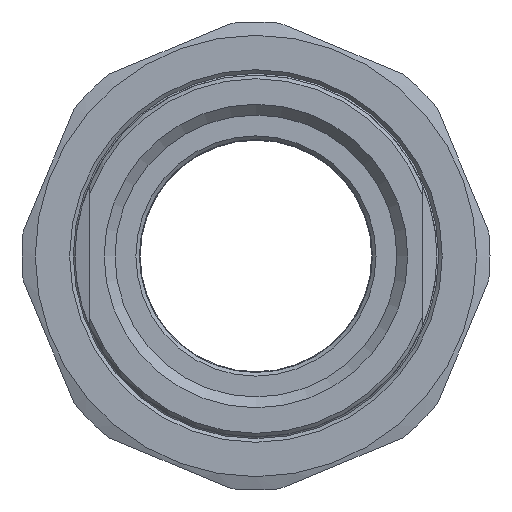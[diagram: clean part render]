
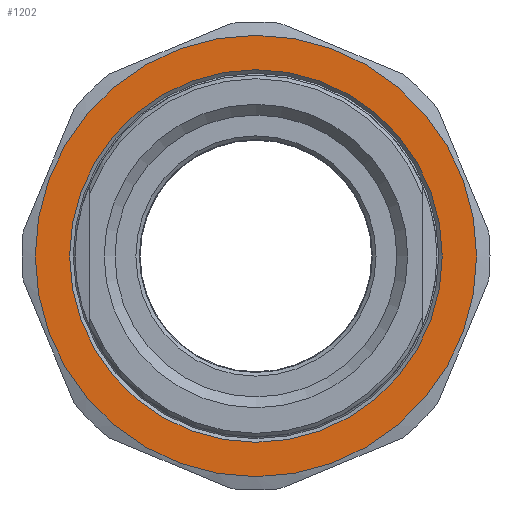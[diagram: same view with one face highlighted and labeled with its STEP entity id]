
A CAD part, left-side view. The second image highlights one B-rep face of the part: STEP entity #1202.
In plain terms, the highlighted planar face has unit normal (-1, 0, 0).
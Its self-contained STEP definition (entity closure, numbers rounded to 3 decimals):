
#40=FACE_BOUND('',#228,.T.);
#109=PLANE('',#1379);
#152=FACE_OUTER_BOUND('',#227,.T.);
#227=EDGE_LOOP('',(#918));
#228=EDGE_LOOP('',(#919));
#427=CIRCLE('',#1358,30.5);
#438=CIRCLE('',#1378,25.75);
#538=VERTEX_POINT('',#2056);
#547=VERTEX_POINT('',#2088);
#675=EDGE_CURVE('',#538,#538,#427,.T.);
#688=EDGE_CURVE('',#547,#547,#438,.T.);
#918=ORIENTED_EDGE('',*,*,#675,.T.);
#919=ORIENTED_EDGE('',*,*,#688,.F.);
#1202=ADVANCED_FACE('',(#152,#40),#109,.F.);
#1358=AXIS2_PLACEMENT_3D('',#2058,#1588,#1589);
#1378=AXIS2_PLACEMENT_3D('',#2089,#1630,#1631);
#1379=AXIS2_PLACEMENT_3D('',#2091,#1633,#1634);
#1588=DIRECTION('center_axis',(-1.,0.,0.));
#1589=DIRECTION('ref_axis',(0.,1.,0.));
#1630=DIRECTION('center_axis',(-1.,0.,0.));
#1631=DIRECTION('ref_axis',(0.,-1.,0.));
#1633=DIRECTION('center_axis',(1.,0.,0.));
#1634=DIRECTION('ref_axis',(0.,0.,-1.));
#2056=CARTESIAN_POINT('',(-20.,-30.5,0.));
#2058=CARTESIAN_POINT('Origin',(-20.,0.,0.));
#2088=CARTESIAN_POINT('',(-20.,25.75,0.));
#2089=CARTESIAN_POINT('Origin',(-20.,0.,0.));
#2091=CARTESIAN_POINT('Origin',(-20.,0.,0.));
